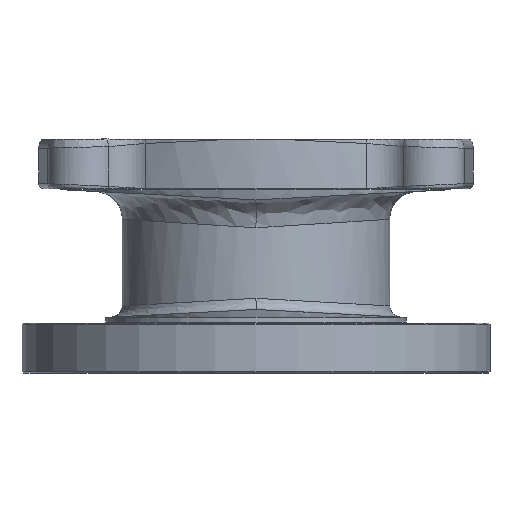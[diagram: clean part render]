
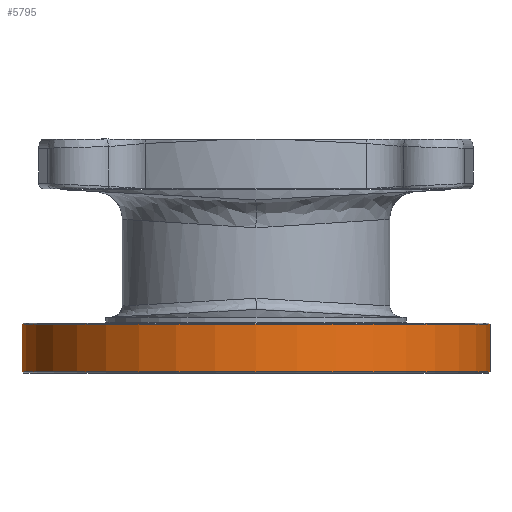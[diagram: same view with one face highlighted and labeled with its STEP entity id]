
A CAD part, left-side view. The second image highlights one B-rep face of the part: STEP entity #5795.
In plain terms, the highlighted cylindrical face has radius 66.675 mm (diameter 133.35 mm), a partial arc.
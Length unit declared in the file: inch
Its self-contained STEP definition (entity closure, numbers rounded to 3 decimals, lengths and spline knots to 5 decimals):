
#1887=CARTESIAN_POINT('',(0.,0.,-1.52487));
#1888=DIRECTION('',(0.,0.,-1.));
#1889=DIRECTION('',(0.,-1.,0.));
#1890=AXIS2_PLACEMENT_3D('',#1887,#1888,#1889);
#1892=DIRECTION('',(0.,0.,-1.));
#1893=VECTOR('',#1892,0.53);
#1894=CARTESIAN_POINT('',(0.,-2.625,
-1.52487));
#1895=LINE('',#1894,#1893);
#1896=CARTESIAN_POINT('',(0.,0.,-2.05487));
#1897=DIRECTION('',(0.,0.,-1.));
#1898=DIRECTION('',(0.,-1.,0.));
#1899=AXIS2_PLACEMENT_3D('',#1896,#1897,#1898);
#1901=DIRECTION('',(0.,0.,-1.));
#1902=VECTOR('',#1901,0.53);
#1903=CARTESIAN_POINT('',(0.,2.625,
-1.52487));
#1904=LINE('',#1903,#1902);
#2760=CARTESIAN_POINT('',(0.,-2.625,-1.52487));
#2761=CARTESIAN_POINT('',(0.,2.625,-1.52487));
#2762=VERTEX_POINT('',#2760);
#2763=VERTEX_POINT('',#2761);
#2772=CARTESIAN_POINT('',(0.,-2.625,-2.05487));
#2773=CARTESIAN_POINT('',(0.,2.625,-2.05487));
#2774=VERTEX_POINT('',#2772);
#2775=VERTEX_POINT('',#2773);
#5781=CARTESIAN_POINT('',(0.,0.,0.10349));
#5782=DIRECTION('',(0.,0.,-1.));
#5783=DIRECTION('',(0.,-1.,0.));
#5784=AXIS2_PLACEMENT_3D('',#5781,#5782,#5783);
#5785=CYLINDRICAL_SURFACE('',#5784,2.625);
#5786=ORIENTED_EDGE('',*,*,#5771,.F.);
#5788=ORIENTED_EDGE('',*,*,#5787,.T.);
#5790=ORIENTED_EDGE('',*,*,#5789,.T.);
#5792=ORIENTED_EDGE('',*,*,#5791,.F.);
#5793=EDGE_LOOP('',(#5786,#5788,#5790,#5792));
#5794=FACE_OUTER_BOUND('',#5793,.F.);
#1891=CIRCLE('',#1890,2.625);
#1900=CIRCLE('',#1899,2.625);
#5771=EDGE_CURVE('',#2762,#2763,#1891,.T.);
#5787=EDGE_CURVE('',#2762,#2774,#1895,.T.);
#5789=EDGE_CURVE('',#2774,#2775,#1900,.T.);
#5791=EDGE_CURVE('',#2763,#2775,#1904,.T.);
#5795=ADVANCED_FACE('',(#5794),#5785,.T.);
